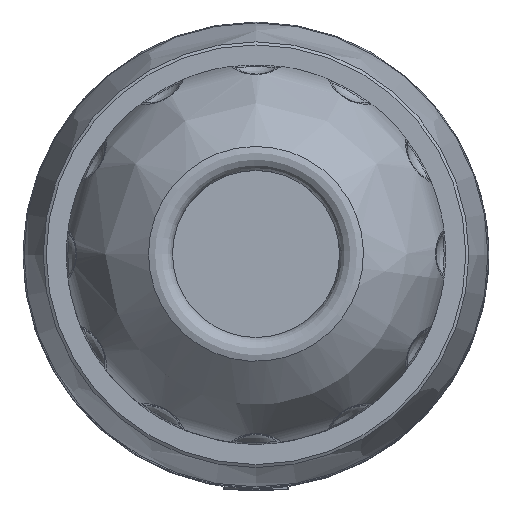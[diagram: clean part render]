
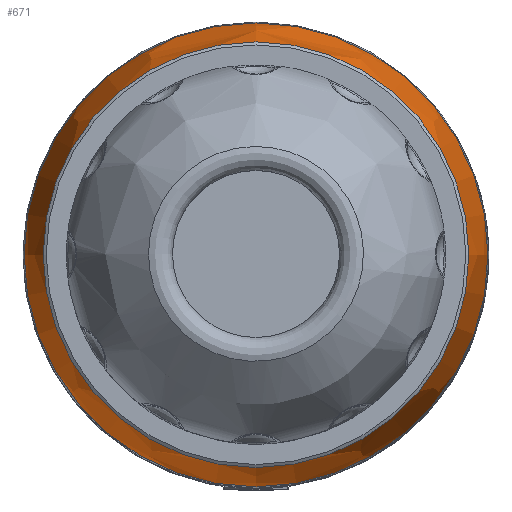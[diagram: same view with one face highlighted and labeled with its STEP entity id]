
A CAD part, top view. The second image highlights one B-rep face of the part: STEP entity #671.
In plain terms, the highlighted free-form (B-spline) face has degree [3, 3] with [4, 7] control points.
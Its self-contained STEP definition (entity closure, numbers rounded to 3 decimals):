
#181=(
BOUNDED_SURFACE()
B_SPLINE_SURFACE(3,3,((#8689,#8690,#8691,#8692,#8693,#8694,#8695),(#8696,
#8697,#8698,#8699,#8700,#8701,#8702),(#8703,#8704,#8705,#8706,#8707,#8708,
#8709),(#8710,#8711,#8712,#8713,#8714,#8715,#8716)),.UNSPECIFIED.,.F.,.T.,
 .F.)
B_SPLINE_SURFACE_WITH_KNOTS((4,4),(1,3,3,3,1),(0.,1.),(-0.5,0.,0.5,1.,1.5),
 .UNSPECIFIED.)
GEOMETRIC_REPRESENTATION_ITEM()
RATIONAL_B_SPLINE_SURFACE(((1.,0.333,0.333,1.,0.333,
0.333,1.),(0.994,0.331,0.331,
0.994,0.331,0.331,0.994),
(0.994,0.331,0.331,0.994,
0.331,0.331,0.994),(1.,0.333,
0.333,1.,0.333,0.333,1.)))
REPRESENTATION_ITEM('')
SURFACE()
);
#236=FACE_BOUND('',#1377,.T.);
#237=FACE_BOUND('',#1378,.T.);
#671=ADVANCED_FACE('',(#236,#237),#181,.T.);
#1377=EDGE_LOOP('',(#2707));
#1378=EDGE_LOOP('',(#2708));
#2707=ORIENTED_EDGE('',*,*,#4800,.T.);
#2708=ORIENTED_EDGE('',*,*,#4801,.T.);
#4237=VERTEX_POINT('',#8686);
#4238=VERTEX_POINT('',#8688);
#4800=EDGE_CURVE('',#4237,#4237,#5438,.T.);
#4801=EDGE_CURVE('',#4238,#4238,#5439,.T.);
#5438=CIRCLE('',#5740,6.625);
#5439=CIRCLE('',#5741,7.22);
#5740=AXIS2_PLACEMENT_3D('',#8685,#6500,#6501);
#5741=AXIS2_PLACEMENT_3D('',#8687,#6502,#6503);
#6500=DIRECTION('',(0.,0.,-1.));
#6501=DIRECTION('',(0.,1.,0.));
#6502=DIRECTION('',(0.,0.,1.));
#6503=DIRECTION('',(0.,1.,0.));
#8685=CARTESIAN_POINT('',(0.,0.,33.735));
#8686=CARTESIAN_POINT('',(0.,6.625,33.735));
#8687=CARTESIAN_POINT('',(0.,0.,31.105));
#8688=CARTESIAN_POINT('',(0.,7.22,31.105));
#8689=CARTESIAN_POINT('',(6.625,0.,33.735));
#8690=CARTESIAN_POINT('',(6.625,13.249,33.735));
#8691=CARTESIAN_POINT('',(-6.625,13.249,33.735));
#8692=CARTESIAN_POINT('',(-6.625,0.,33.735));
#8693=CARTESIAN_POINT('',(-6.625,-13.249,33.735));
#8694=CARTESIAN_POINT('',(6.625,-13.249,33.735));
#8695=CARTESIAN_POINT('',(6.625,0.,33.735));
#8696=CARTESIAN_POINT('',(6.941,0.,32.888));
#8697=CARTESIAN_POINT('',(6.941,13.882,32.888));
#8698=CARTESIAN_POINT('',(-6.941,13.882,32.888));
#8699=CARTESIAN_POINT('',(-6.941,0.,32.888));
#8700=CARTESIAN_POINT('',(-6.941,-13.882,32.888));
#8701=CARTESIAN_POINT('',(6.941,-13.882,32.888));
#8702=CARTESIAN_POINT('',(6.941,0.,32.888));
#8703=CARTESIAN_POINT('',(7.141,0.,32.006));
#8704=CARTESIAN_POINT('',(7.141,14.281,32.006));
#8705=CARTESIAN_POINT('',(-7.141,14.281,32.006));
#8706=CARTESIAN_POINT('',(-7.141,0.,32.006));
#8707=CARTESIAN_POINT('',(-7.141,-14.281,32.006));
#8708=CARTESIAN_POINT('',(7.141,-14.281,32.006));
#8709=CARTESIAN_POINT('',(7.141,0.,32.006));
#8710=CARTESIAN_POINT('',(7.22,0.,31.105));
#8711=CARTESIAN_POINT('',(7.22,14.439,31.105));
#8712=CARTESIAN_POINT('',(-7.22,14.439,31.105));
#8713=CARTESIAN_POINT('',(-7.22,0.,31.105));
#8714=CARTESIAN_POINT('',(-7.22,-14.439,31.105));
#8715=CARTESIAN_POINT('',(7.22,-14.439,31.105));
#8716=CARTESIAN_POINT('',(7.22,0.,31.105));
